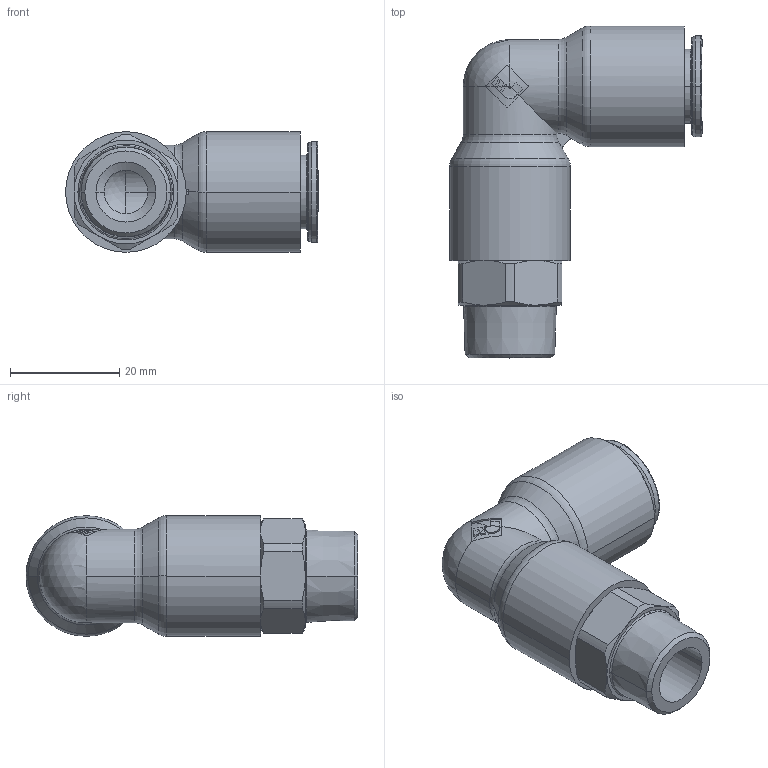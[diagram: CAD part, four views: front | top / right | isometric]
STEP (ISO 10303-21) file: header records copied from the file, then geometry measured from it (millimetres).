
FILE_DESCRIPTION(('STEP AP214'),'1');
FILE_NAME('6809_12_17.stp','2016-07-07T14:43:32',('TraceParts'),('TraceParts S.A.'),'Spatial InterOp 3D',' ',' ');
FILE_SCHEMA(('automotive_design'));
Length unit declared in the file: millimetre
Products named in the file (8): 6809 12 17|44112-19_ASM_1308#44112-19_ASM|44112-21_ASM_1306#44112-21_ASM|44112-32_1303#44112-32;Solide1; 6809 12 17|44112-19_ASM_1308#44112-19_ASM|44112-21_ASM_1306#44112-21_ASM|44112-30_1304#44112-30;Solide1; 6809 12 17|44112-19_ASM_1308#44112-19_ASM|44112-21_ASM_1306#44112-21_ASM|44112_1305#44112;Solide1; 6809 12 17|44112-19_ASM_1308#44112-19_ASM|44112-40_1307#44112-40;Solide1; 6809 12 17|44522-78_1302#44522-78;Solide1; 6809 12 17|44320-39-69_1309#44320-39-69;Solide1; 6809 12 17|44112-11-10-ASM_1310#44112-11-10-ASM;Solide1; 6809 12 17|44112-11-10-ASM_1311#44112-11-10-ASM;Solide1
Bounding box: 46.3 x 60.8 x 22.1 mm (x, y, z)
Volume: 17446.3 mm3; surface area: 14532.8 mm2
Topology: 8 solids, 8 shells, 794 faces, 2026 edges, 1271 vertices
Faces by surface type: plane 267, cylinder 163, torus 133, cone 126, bspline 94, sphere 11
Entity records: 36877 total; most frequent: CARTESIAN_POINT 10978, DIRECTION 4202, ORIENTED_EDGE 4048, EDGE_CURVE 2024, AXIS2_PLACEMENT_3D 1635, VERTEX_POINT 1271, LINE 932, VECTOR 932
